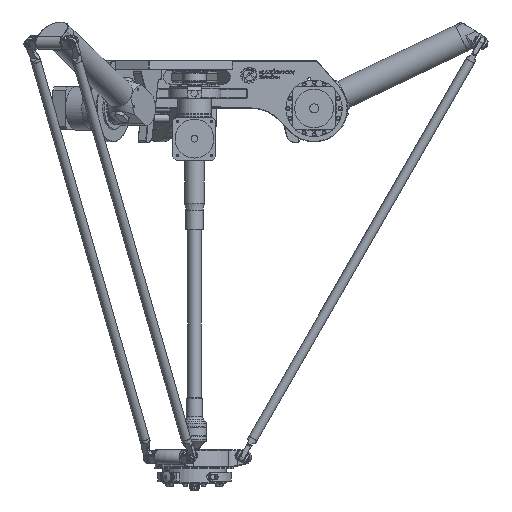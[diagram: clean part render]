
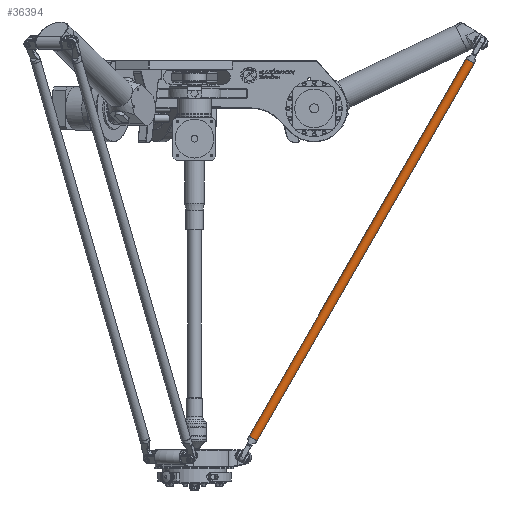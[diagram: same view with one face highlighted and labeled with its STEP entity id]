
A CAD part, front view. The second image highlights one B-rep face of the part: STEP entity #36394.
In plain terms, the highlighted cylindrical face has radius 10 mm (diameter 20 mm), a full revolution.
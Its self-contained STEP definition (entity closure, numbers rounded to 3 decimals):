
#1374=FACE_BOUND('',#7172,.T.);
#4416=FACE_OUTER_BOUND('',#7171,.T.);
#7171=EDGE_LOOP('',(#30162));
#7172=EDGE_LOOP('',(#30163));
#9225=CIRCLE('',#39937,10.);
#9226=CIRCLE('',#39939,10.);
#17677=VERTEX_POINT('',#66605);
#17678=VERTEX_POINT('',#66608);
#22018=EDGE_CURVE('',#17677,#17677,#9225,.T.);
#22019=EDGE_CURVE('',#17678,#17678,#9226,.T.);
#30162=ORIENTED_EDGE('',*,*,#22019,.T.);
#30163=ORIENTED_EDGE('',*,*,#22018,.T.);
#33253=CYLINDRICAL_SURFACE('',#39950,10.);
#36394=ADVANCED_FACE('',(#4416,#1374),#33253,.T.);
#39937=AXIS2_PLACEMENT_3D('',#66606,#48644,#48645);
#39939=AXIS2_PLACEMENT_3D('',#66609,#48648,#48649);
#39950=AXIS2_PLACEMENT_3D('',#66632,#48672,#48673);
#48644=DIRECTION('center_axis',(1.,0.,0.));
#48645=DIRECTION('ref_axis',(0.,0.,1.));
#48648=DIRECTION('center_axis',(-1.,0.,0.));
#48649=DIRECTION('ref_axis',(0.,0.,1.));
#48672=DIRECTION('center_axis',(-1.,0.,0.));
#48673=DIRECTION('ref_axis',(0.,0.,1.));
#66605=CARTESIAN_POINT('',(45.029,-10.,0.));
#66606=CARTESIAN_POINT('Origin',(45.029,0.,
0.));
#66608=CARTESIAN_POINT('',(954.971,-10.,0.));
#66609=CARTESIAN_POINT('Origin',(954.971,0.,0.));
#66632=CARTESIAN_POINT('Origin',(955.,0.,0.));
